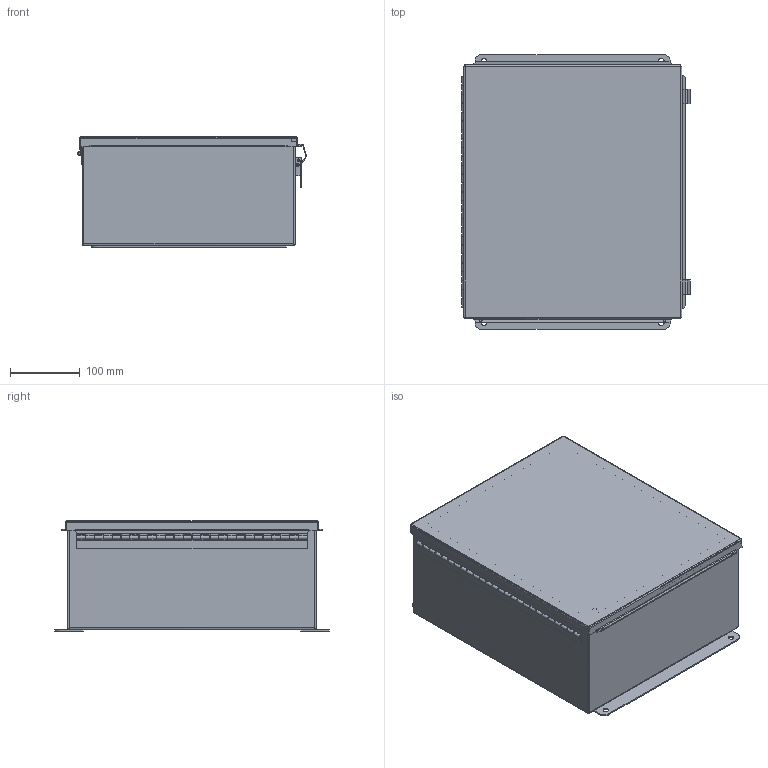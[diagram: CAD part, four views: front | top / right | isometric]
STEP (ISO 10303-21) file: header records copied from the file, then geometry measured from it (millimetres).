
FILE_DESCRIPTION((''),'2;1');
FILE_NAME('B141206CHQR.iam.stp','2012-02-13T09:42:27',(''),(''),'Autodesk Inventor 2012','Autodesk Inventor 2012','');
FILE_SCHEMA(('AUTOMOTIVE_DESIGN { 1 0 10303 214 1 1 1 1 }'));
Length unit declared in the file: inch
Products named in the file (17): B141206CHQR; 3499; 3485; B141206CHQRBKP; 328124; 328124LH; 328124P; 328124TH; 316168; 38811; B1412CHQRLID; 35011; PART1; PART2; PART3; PART4; PART5
Assembly tree (22 placements, depth 3):
  B141206CHQR
    3499  x4
    3485  x2
    B141206CHQRBKP
    328124
      328124LH
      328124P
      328124TH
    316168  x2
    38811
    B1412CHQRLID
    35011  x2
      PART1
      PART2
      PART3
      PART4
      PART5
Bounding box: 327.14 x 393.7 x 157.98 mm (x, y, z)
Volume: 970438.3 mm3; surface area: 1056485.3 mm2
Topology: 24 solids, 24 shells, 609 faces, 1553 edges, 997 vertices
Faces by surface type: plane 375, cylinder 187, bspline 44, torus 2, cone 1
Full cylindrical faces by diameter (mm): 2.54 x1, 2.957 x26, 3.454 x4, 3.556 x2, 3.946 x12, 3.962 x4, 4.286 x8, 4.826 x1, 6.35 x1, 7.62 x4, 7.874 x4, 15.875 x4
Entity records: 14894 total; most frequent: CARTESIAN_POINT 3228, DIRECTION 2228, ORIENTED_EDGE 2188, EDGE_CURVE 1094, VECTOR 820, LINE 820, VERTEX_POINT 720, AXIS2_PLACEMENT_3D 704
